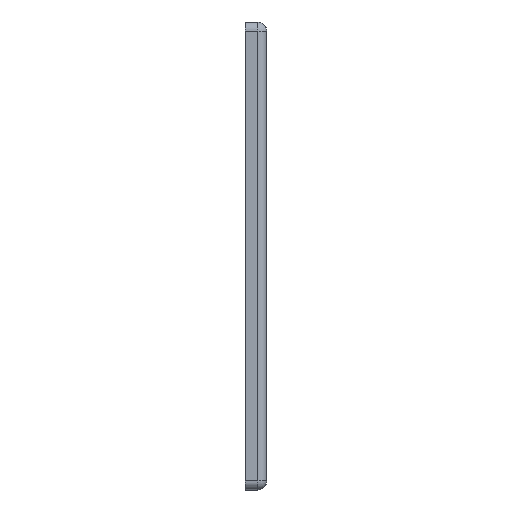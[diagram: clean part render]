
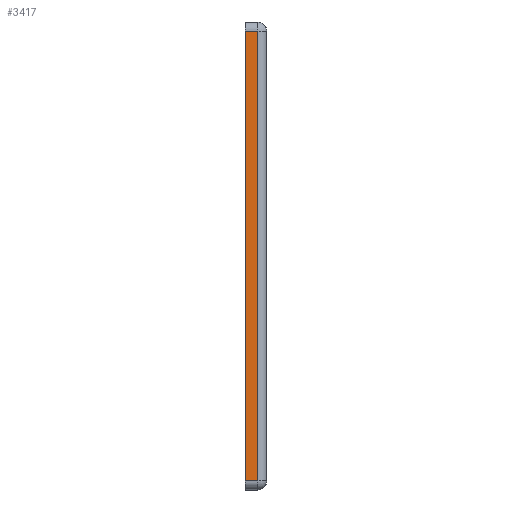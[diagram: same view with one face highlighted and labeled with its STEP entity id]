
A CAD part, left-side view. The second image highlights one B-rep face of the part: STEP entity #3417.
In plain terms, the highlighted planar face has unit normal (-1, 0, 0).
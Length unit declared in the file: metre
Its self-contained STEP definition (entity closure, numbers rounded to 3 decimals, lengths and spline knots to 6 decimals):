
#469=ORIENTED_EDGE('',*,*,#1517,.T.);
#470=ORIENTED_EDGE('',*,*,#1518,.T.);
#471=ORIENTED_EDGE('',*,*,#1519,.T.);
#472=ORIENTED_EDGE('',*,*,#1520,.T.);
#1517=EDGE_CURVE('',#2041,#2042,#2305,.F.);
#1518=EDGE_CURVE('',#2042,#2043,#2306,.F.);
#1519=EDGE_CURVE('',#2043,#2044,#2307,.T.);
#1520=EDGE_CURVE('',#2044,#2041,#2308,.T.);
#2041=VERTEX_POINT('',#5059);
#2042=VERTEX_POINT('',#5060);
#2043=VERTEX_POINT('',#5062);
#2044=VERTEX_POINT('',#5064);
#2305=LINE('',#5058,#2639);
#2306=LINE('',#5061,#2640);
#2307=LINE('',#5063,#2641);
#2308=LINE('',#5065,#2642);
#2639=VECTOR('',#3985,1.);
#2640=VECTOR('',#3986,1.);
#2641=VECTOR('',#3987,1.);
#2642=VECTOR('',#3988,1.);
#2906=EDGE_LOOP('',(#469,#470,#471,#472));
#3124=FACE_BOUND('',#2906,.T.);
#3328=PLANE('',#3649);
#3417=ADVANCED_FACE('',(#3124),#3328,.F.);
#3649=AXIS2_PLACEMENT_3D('',#5057,#3983,#3984);
#3983=DIRECTION('',(1.,0.,0.));
#3984=DIRECTION('',(0.,0.,-1.));
#3985=DIRECTION('',(0.,1.,0.));
#3986=DIRECTION('',(0.,0.,-1.));
#3987=DIRECTION('',(0.,1.,0.));
#3988=DIRECTION('',(0.,0.,-1.));
#5057=CARTESIAN_POINT('',(-0.157944,-0.007,-0.00061));
#5058=CARTESIAN_POINT('',(-0.157944,-0.007,-0.074998));
#5059=CARTESIAN_POINT('',(-0.157944,0.,-0.074998));
#5060=CARTESIAN_POINT('',(-0.157944,-0.004,-0.074998));
#5061=CARTESIAN_POINT('',(-0.157944,-0.004,0.073778));
#5062=CARTESIAN_POINT('',(-0.157944,-0.004,0.073778));
#5063=CARTESIAN_POINT('',(-0.157944,0.,0.073778));
#5064=CARTESIAN_POINT('',(-0.157944,0.,0.073778));
#5065=CARTESIAN_POINT('',(-0.157944,0.,-0.00061));
